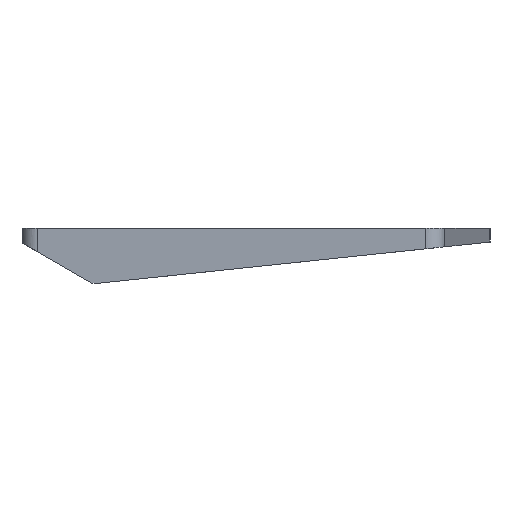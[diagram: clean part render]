
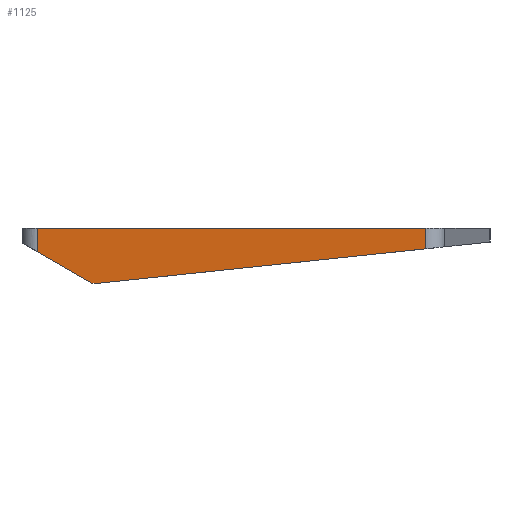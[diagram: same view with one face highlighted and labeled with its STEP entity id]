
A CAD part, left-side view. The second image highlights one B-rep face of the part: STEP entity #1125.
In plain terms, the highlighted planar face has unit normal (-0.996, 0.094, 0).
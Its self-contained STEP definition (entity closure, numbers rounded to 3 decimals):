
#21 = EDGE_CURVE('',#22,#24,#26,.T.);
#22 = VERTEX_POINT('',#23);
#23 = CARTESIAN_POINT('',(-181.319,-33.368,
    -5.351));
#24 = VERTEX_POINT('',#25);
#25 = CARTESIAN_POINT('',(-173.158,53.385,
    -14.469));
#26 = SURFACE_CURVE('',#27,(#31,#43),.PCURVE_S1.);
#27 = LINE('',#28,#29);
#28 = CARTESIAN_POINT('',(-181.319,-33.368,
    -5.351));
#29 = VECTOR('',#30,1.);
#30 = DIRECTION('',(0.093,0.99,-0.104));
#31 = PCURVE('',#32,#37);
#32 = PLANE('',#33);
#33 = AXIS2_PLACEMENT_3D('',#34,#35,#36);
#34 = CARTESIAN_POINT('',(0.001,11.299,
    -10.046));
#35 = DIRECTION('',(0.,0.105,0.995));
#36 = DIRECTION('',(0.,-0.995,0.105));
#37 = DEFINITIONAL_REPRESENTATION('',(#38),#42);
#38 = LINE('',#39,#40);
#39 = CARTESIAN_POINT('',(44.913,-181.32));
#40 = VECTOR('',#41,1.);
#41 = DIRECTION('',(-0.996,0.093));
#42 = ( GEOMETRIC_REPRESENTATION_CONTEXT(2) 
PARAMETRIC_REPRESENTATION_CONTEXT() REPRESENTATION_CONTEXT('2D SPACE',''
  ) );
#43 = PCURVE('',#44,#49);
#44 = PLANE('',#45);
#45 = AXIS2_PLACEMENT_3D('',#46,#47,#48);
#46 = CARTESIAN_POINT('',(-181.782,-38.289,7.845));
#47 = DIRECTION('',(-0.996,0.094,0.));
#48 = DIRECTION('',(0.094,0.996,0.));
#49 = DEFINITIONAL_REPRESENTATION('',(#50),#54);
#50 = LINE('',#51,#52);
#51 = CARTESIAN_POINT('',(4.943,13.196));
#52 = VECTOR('',#53,1.);
#53 = DIRECTION('',(0.995,0.104));
#54 = ( GEOMETRIC_REPRESENTATION_CONTEXT(2) 
PARAMETRIC_REPRESENTATION_CONTEXT() REPRESENTATION_CONTEXT('2D SPACE',''
  ) );
#73 = CYLINDRICAL_SURFACE('',#74,4.5);
#74 = AXIS2_PLACEMENT_3D('',#75,#76,#77);
#75 = CARTESIAN_POINT('',(-176.839,-33.789,7.845));
#76 = DIRECTION('',(0.,0.,-1.));
#77 = DIRECTION('',(-0.739,-0.673,0.)
  );
#800 = CYLINDRICAL_SURFACE('',#801,2.);
#801 = AXIS2_PLACEMENT_3D('',#802,#803,#804);
#802 = CARTESIAN_POINT('',(-173.097,53.594,
    -12.48));
#803 = DIRECTION('',(1.,0.,0.));
#804 = DIRECTION('',(0.,-0.105,-0.995
    ));
#1125 = ADVANCED_FACE('',(#1126),#44,.T.);
#1126 = FACE_BOUND('',#1127,.T.);
#1127 = EDGE_LOOP('',(#1128,#1129,#1155,#1183,#1214,#1242));
#1128 = ORIENTED_EDGE('',*,*,#21,.F.);
#1129 = ORIENTED_EDGE('',*,*,#1130,.T.);
#1130 = EDGE_CURVE('',#22,#1131,#1133,.T.);
#1131 = VERTEX_POINT('',#1132);
#1132 = CARTESIAN_POINT('',(-181.319,-33.368,0.));
#1133 = SURFACE_CURVE('',#1134,(#1138,#1145),.PCURVE_S1.);
#1134 = LINE('',#1135,#1136);
#1135 = CARTESIAN_POINT('',(-181.319,-33.368,
    -5.351));
#1136 = VECTOR('',#1137,1.);
#1137 = DIRECTION('',(0.,0.,1.));
#1138 = PCURVE('',#44,#1139);
#1139 = DEFINITIONAL_REPRESENTATION('',(#1140),#1144);
#1140 = LINE('',#1141,#1142);
#1141 = CARTESIAN_POINT('',(4.943,13.196));
#1142 = VECTOR('',#1143,1.);
#1143 = DIRECTION('',(0.,-1.));
#1144 = ( GEOMETRIC_REPRESENTATION_CONTEXT(2) 
PARAMETRIC_REPRESENTATION_CONTEXT() REPRESENTATION_CONTEXT('2D SPACE',''
  ) );
#1145 = PCURVE('',#73,#1146);
#1146 = DEFINITIONAL_REPRESENTATION('',(#1147),#1154);
#1147 = B_SPLINE_CURVE_WITH_KNOTS('',5,(#1148,#1149,#1150,#1151,#1152,
    #1153),.UNSPECIFIED.,.F.,.F.,(6,6),(0.,5.351),
  .PIECEWISE_BEZIER_KNOTS.);
#1148 = CARTESIAN_POINT('',(7.115,13.196));
#1149 = CARTESIAN_POINT('',(7.115,12.126));
#1150 = CARTESIAN_POINT('',(7.115,11.056));
#1151 = CARTESIAN_POINT('',(7.115,9.985));
#1152 = CARTESIAN_POINT('',(7.115,8.915));
#1153 = CARTESIAN_POINT('',(7.115,7.845));
#1154 = ( GEOMETRIC_REPRESENTATION_CONTEXT(2) 
PARAMETRIC_REPRESENTATION_CONTEXT() REPRESENTATION_CONTEXT('2D SPACE',''
  ) );
#1155 = ORIENTED_EDGE('',*,*,#1156,.T.);
#1156 = EDGE_CURVE('',#1131,#1157,#1159,.T.);
#1157 = VERTEX_POINT('',#1158);
#1158 = CARTESIAN_POINT('',(-171.727,68.593,0.));
#1159 = SURFACE_CURVE('',#1160,(#1164,#1171),.PCURVE_S1.);
#1160 = LINE('',#1161,#1162);
#1161 = CARTESIAN_POINT('',(-178.677,-5.277,0.));
#1162 = VECTOR('',#1163,1.);
#1163 = DIRECTION('',(0.094,0.996,0.));
#1164 = PCURVE('',#44,#1165);
#1165 = DEFINITIONAL_REPRESENTATION('',(#1166),#1170);
#1166 = LINE('',#1167,#1168);
#1167 = CARTESIAN_POINT('',(33.158,7.845));
#1168 = VECTOR('',#1169,1.);
#1169 = DIRECTION('',(1.,0.));
#1170 = ( GEOMETRIC_REPRESENTATION_CONTEXT(2) 
PARAMETRIC_REPRESENTATION_CONTEXT() REPRESENTATION_CONTEXT('2D SPACE',''
  ) );
#1171 = PCURVE('',#1172,#1177);
#1172 = PLANE('',#1173);
#1173 = AXIS2_PLACEMENT_3D('',#1174,#1175,#1176);
#1174 = CARTESIAN_POINT('',(0.001,11.218,0.)
  );
#1175 = DIRECTION('',(0.,0.,-1.));
#1176 = DIRECTION('',(0.,1.,0.));
#1177 = DEFINITIONAL_REPRESENTATION('',(#1178),#1182);
#1178 = LINE('',#1179,#1180);
#1179 = CARTESIAN_POINT('',(-16.495,-178.677));
#1180 = VECTOR('',#1181,1.);
#1181 = DIRECTION('',(0.996,0.094));
#1182 = ( GEOMETRIC_REPRESENTATION_CONTEXT(2) 
PARAMETRIC_REPRESENTATION_CONTEXT() REPRESENTATION_CONTEXT('2D SPACE',''
  ) );
#1183 = ORIENTED_EDGE('',*,*,#1184,.T.);
#1184 = EDGE_CURVE('',#1157,#1185,#1187,.T.);
#1185 = VERTEX_POINT('',#1186);
#1186 = CARTESIAN_POINT('',(-171.727,68.593,
    -6.13));
#1187 = SURFACE_CURVE('',#1188,(#1192,#1199),.PCURVE_S1.);
#1188 = LINE('',#1189,#1190);
#1189 = CARTESIAN_POINT('',(-171.727,68.593,0.));
#1190 = VECTOR('',#1191,1.);
#1191 = DIRECTION('',(0.,0.,-1.));
#1192 = PCURVE('',#44,#1193);
#1193 = DEFINITIONAL_REPRESENTATION('',(#1194),#1198);
#1194 = LINE('',#1195,#1196);
#1195 = CARTESIAN_POINT('',(107.354,7.845));
#1196 = VECTOR('',#1197,1.);
#1197 = DIRECTION('',(0.,1.));
#1198 = ( GEOMETRIC_REPRESENTATION_CONTEXT(2) 
PARAMETRIC_REPRESENTATION_CONTEXT() REPRESENTATION_CONTEXT('2D SPACE',''
  ) );
#1199 = PCURVE('',#1200,#1205);
#1200 = CYLINDRICAL_SURFACE('',#1201,4.5);
#1201 = AXIS2_PLACEMENT_3D('',#1202,#1203,#1204);
#1202 = CARTESIAN_POINT('',(-167.247,68.171,7.845));
#1203 = DIRECTION('',(0.,0.,-1.));
#1204 = DIRECTION('',(-0.673,0.739,0.)
  );
#1205 = DEFINITIONAL_REPRESENTATION('',(#1206),#1213);
#1206 = B_SPLINE_CURVE_WITH_KNOTS('',5,(#1207,#1208,#1209,#1210,#1211,
    #1212),.UNSPECIFIED.,.F.,.F.,(6,6),(0.,6.13),
  .PIECEWISE_BEZIER_KNOTS.);
#1207 = CARTESIAN_POINT('',(5.545,7.845));
#1208 = CARTESIAN_POINT('',(5.545,9.071));
#1209 = CARTESIAN_POINT('',(5.545,10.297));
#1210 = CARTESIAN_POINT('',(5.545,11.523));
#1211 = CARTESIAN_POINT('',(5.545,12.749));
#1212 = CARTESIAN_POINT('',(5.545,13.975));
#1213 = ( GEOMETRIC_REPRESENTATION_CONTEXT(2) 
PARAMETRIC_REPRESENTATION_CONTEXT() REPRESENTATION_CONTEXT('2D SPACE',''
  ) );
#1214 = ORIENTED_EDGE('',*,*,#1215,.F.);
#1215 = EDGE_CURVE('',#1216,#1185,#1218,.T.);
#1216 = VERTEX_POINT('',#1217);
#1217 = CARTESIAN_POINT('',(-173.044,54.594,
    -14.212));
#1218 = SURFACE_CURVE('',#1219,(#1223,#1230),.PCURVE_S1.);
#1219 = LINE('',#1220,#1221);
#1220 = CARTESIAN_POINT('',(-173.097,54.031,
    -14.537));
#1221 = VECTOR('',#1222,1.);
#1222 = DIRECTION('',(0.081,0.863,0.498));
#1223 = PCURVE('',#44,#1224);
#1224 = DEFINITIONAL_REPRESENTATION('',(#1225),#1229);
#1225 = LINE('',#1226,#1227);
#1226 = CARTESIAN_POINT('',(92.728,22.382));
#1227 = VECTOR('',#1228,1.);
#1228 = DIRECTION('',(0.867,-0.498));
#1229 = ( GEOMETRIC_REPRESENTATION_CONTEXT(2) 
PARAMETRIC_REPRESENTATION_CONTEXT() REPRESENTATION_CONTEXT('2D SPACE',''
  ) );
#1230 = PCURVE('',#1231,#1236);
#1231 = PLANE('',#1232);
#1232 = AXIS2_PLACEMENT_3D('',#1233,#1234,#1235);
#1233 = CARTESIAN_POINT('',(-0.617,58.054,
    -12.214));
#1234 = DIRECTION('',(0.,-0.5,0.866));
#1235 = DIRECTION('',(-1.,0.,0.));
#1236 = DEFINITIONAL_REPRESENTATION('',(#1237),#1241);
#1237 = LINE('',#1238,#1239);
#1238 = CARTESIAN_POINT('',(172.48,4.645));
#1239 = VECTOR('',#1240,1.);
#1240 = DIRECTION('',(-0.081,-0.997));
#1241 = ( GEOMETRIC_REPRESENTATION_CONTEXT(2) 
PARAMETRIC_REPRESENTATION_CONTEXT() REPRESENTATION_CONTEXT('2D SPACE',''
  ) );
#1242 = ORIENTED_EDGE('',*,*,#1243,.F.);
#1243 = EDGE_CURVE('',#24,#1216,#1244,.T.);
#1244 = SURFACE_CURVE('',#1245,(#1250,#1261),.PCURVE_S1.);
#1245 = ELLIPSE('',#1246,2.009,2.);
#1246 = AXIS2_PLACEMENT_3D('',#1247,#1248,#1249);
#1247 = CARTESIAN_POINT('',(-173.138,53.594,
    -12.48));
#1248 = DIRECTION('',(0.996,-0.094,
    0.));
#1249 = DIRECTION('',(0.094,0.996,
    0.));
#1250 = PCURVE('',#44,#1251);
#1251 = DEFINITIONAL_REPRESENTATION('',(#1252),#1260);
#1252 = ( BOUNDED_CURVE() B_SPLINE_CURVE(2,(#1253,#1254,#1255,#1256,
#1257,#1258,#1259),.UNSPECIFIED.,.T.,.F.) B_SPLINE_CURVE_WITH_KNOTS((1,2
    ,2,2,2,1),(-2.094,0.,2.094,4.189,
6.283,8.378),.UNSPECIFIED.) CURVE() 
GEOMETRIC_REPRESENTATION_ITEM() RATIONAL_B_SPLINE_CURVE((1.,0.5,1.,0.5,
1.,0.5,1.)) REPRESENTATION_ITEM('') );
#1253 = CARTESIAN_POINT('',(94.298,20.325));
#1254 = CARTESIAN_POINT('',(94.298,16.861));
#1255 = CARTESIAN_POINT('',(91.284,18.593));
#1256 = CARTESIAN_POINT('',(88.271,20.325));
#1257 = CARTESIAN_POINT('',(91.284,22.057));
#1258 = CARTESIAN_POINT('',(94.298,23.789));
#1259 = CARTESIAN_POINT('',(94.298,20.325));
#1260 = ( GEOMETRIC_REPRESENTATION_CONTEXT(2) 
PARAMETRIC_REPRESENTATION_CONTEXT() REPRESENTATION_CONTEXT('2D SPACE',''
  ) );
#1261 = PCURVE('',#800,#1262);
#1262 = DEFINITIONAL_REPRESENTATION('',(#1263),#1270);
#1263 = B_SPLINE_CURVE_WITH_KNOTS('',5,(#1264,#1265,#1266,#1267,#1268,
    #1269),.UNSPECIFIED.,.F.,.F.,(6,6),(4.608,5.236),
  .PIECEWISE_BEZIER_KNOTS.);
#1264 = CARTESIAN_POINT('',(0.,-0.061));
#1265 = CARTESIAN_POINT('',(0.126,-0.037));
#1266 = CARTESIAN_POINT('',(0.251,-0.013));
#1267 = CARTESIAN_POINT('',(0.377,0.01));
#1268 = CARTESIAN_POINT('',(0.503,0.032));
#1269 = CARTESIAN_POINT('',(0.628,0.053));
#1270 = ( GEOMETRIC_REPRESENTATION_CONTEXT(2) 
PARAMETRIC_REPRESENTATION_CONTEXT() REPRESENTATION_CONTEXT('2D SPACE',''
  ) );
